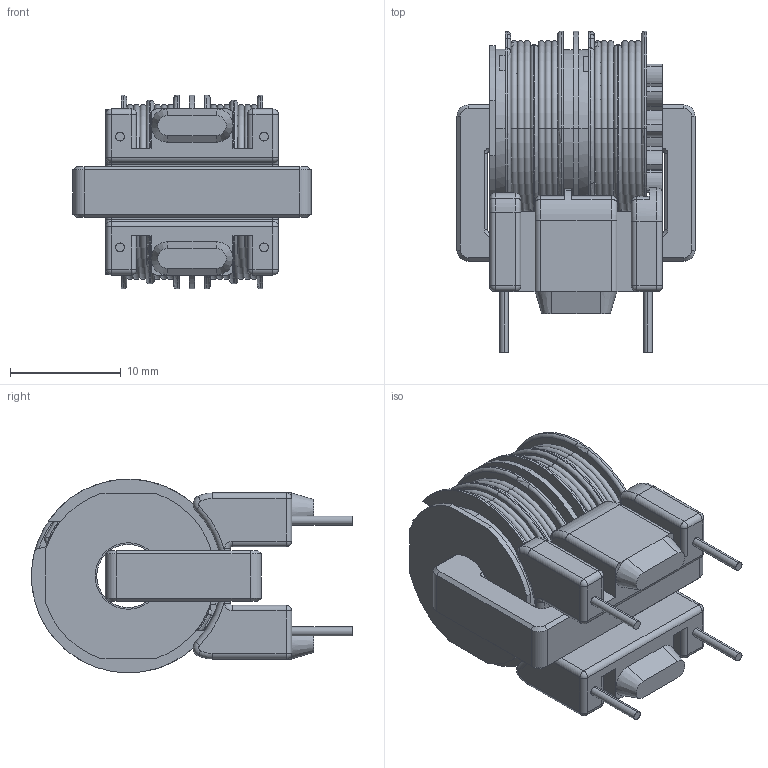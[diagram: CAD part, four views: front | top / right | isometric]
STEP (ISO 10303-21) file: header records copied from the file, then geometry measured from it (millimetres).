
FILE_DESCRIPTION (( 'STEP AP214' ), '1' );
FILE_NAME ('SS21V(MAX-LOGO).STEP', '2018-11-05T07:51:32', ( '' ), ( '' ), 'SwSTEP 2.0', 'SolidWorks 2018', '' );
FILE_SCHEMA (( 'AUTOMOTIVE_DESIGN' ));
Length unit declared in the file: millimetre
Products named in the file (1): SS21V(MAX-LOGO)
Bounding box: 21.5 x 29 x 17.5 mm (x, y, z)
Volume: 4364.8 mm3; surface area: 5478.9 mm2
Topology: 1 solids, 1 shells, 631 faces, 1665 edges, 1018 vertices
Faces by surface type: plane 220, cylinder 212, torus 136, bspline 29, cone 20, sphere 14
Entity records: 27073 total; most frequent: CARTESIAN_POINT 4275, DIRECTION 3519, ORIENTED_EDGE 3302, EDGE_CURVE 1651, AXIS2_PLACEMENT_3D 1373, VERTEX_POINT 1018, LINE 773, VECTOR 773
